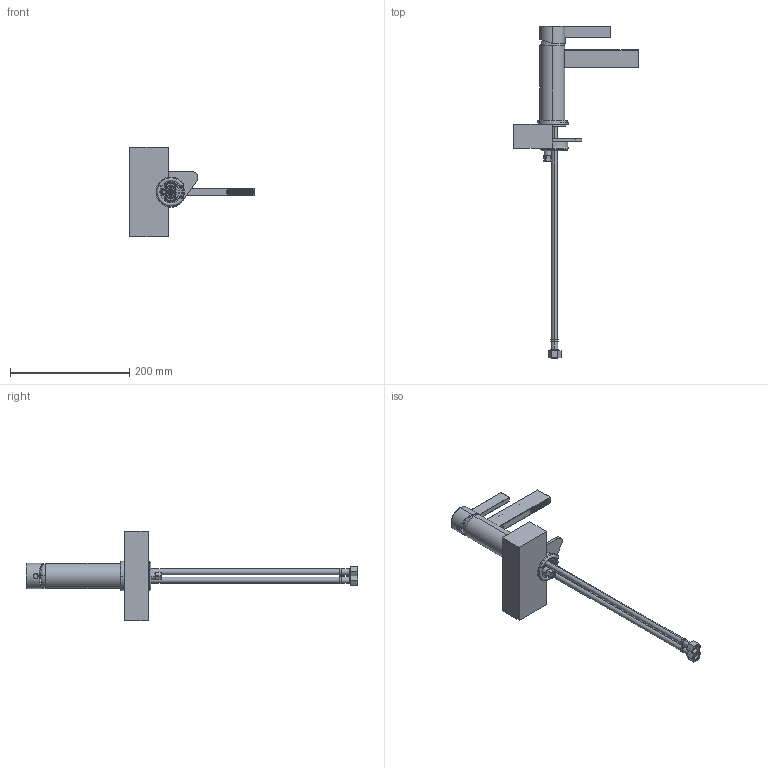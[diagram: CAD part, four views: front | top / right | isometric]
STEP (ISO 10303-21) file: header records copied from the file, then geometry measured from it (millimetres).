
FILE_DESCRIPTION (( 'STEP AP203' ), '1' );
FILE_NAME ('500014vic0_asm.STEP', '2018-09-13T19:05:29', ( '' ), ( '' ), 'SwSTEP 2.0', 'SolidWorks 2015', '' );
FILE_SCHEMA (( 'CONFIG_CONTROL_DESIGN' ));
Length unit declared in the file: millimetre
Products named in the file (66): 07000023F_AF3; 16000668_AF0_ASM; 11000019A_AF0; 12000220_AF4; 07000023A_AF3; 11000019B_AF0; 16001134_AF9_ASM; 16000685_AF3_ASM; 07000024G_AF3; 04000098_AF3; 16000282_AF2_ASM; 03000016_AF1; 02000097_AF0; 16000787_AF5_ASM; 04000041_AF6; 06020307_AF0; 04000041_AF7; 03000018_AF1; 14002000_AF2_ASM; 07000024_AF3_ASM; 07000023B_AF3; 16000666_AF4_ASM; 04000090_AF5; 06022007_AF3; 12000219_AF1; 16000442_AF2_ASM; 06000107; 500014vic0_asm; 16000193_AF0_ASM; 07000023D_AF3; 06001201_AF3; 01000157_AF1; 09000107_AF4; 07000023C_AF3; 07000023E_AF3; 09000107_AF5; 16000657_AF0_ASM; 06022007_AF4; 11000019C_AF0; 11000019D_AF0 ...
Assembly tree (65 placements, depth 5):
  500014vic0_asm
    16000668_AF0_ASM
      01000157_AF1
      01000154_AF9
      06000067_AF1
      12000219_AF1
      04000090_AF4
      16000669_AF1_ASM
        04000090_AF5
        04000090_AF6
        04000090_AF7
        04000098_AF2
        04000098_AF3
      16001134_AF9_ASM
        04020204_AF9
    16000685_AF3_ASM
      07000024_AF3_ASM
        07000023A_AF3
        07000023B_AF3
        07000023D_AF3
        07000023C_AF3
        07000023E_AF3
        07000023F_AF3
        07000024G_AF3
    16000665_AF3_ASM
      06000045_AF3
      04000041_AF6
    16000666_AF4_ASM
      12000220_AF4
      04000041_AF7
    16000667_AF0_ASM
      02000097_AF0
      16000302_AF0_ASM
        11000019_AF0_ASM
          11000019A_AF0
          11000019B_AF0
          11000019C_AF0
          11000019D_AF0
      06022007_AF3
      06000021_AF0
      06000021_AF1
    16000193_AF0_ASM
      03000018_AF1
      03000016_AF1
      06020307_AF0
      06000107
      16000657_AF0_ASM
        06022007_AF4
      16000658_AF0_ASM
        05002003_AF3
    16000282_AF2_ASM
      12019601_AF2
      04017504_AF3
    16000787_AF4_ASM
      09000107_AF4
    16000787_AF5_ASM
      09000107_AF5
    TAVOLO35_AF3
    16000442_AF2_ASM
      14002000_AF2_ASM
Bounding box: 209 x 556.45 x 150 mm (x, y, z)
Volume: 418533.1 mm3; surface area: 229008 mm2
Topology: 29 solids, 79 shells, 3075 faces, 8979 edges, 5820 vertices
Faces by surface type: plane 1436, cylinder 1175, cone 257, bspline 195, torus 12
Entity records: 121703 total; most frequent: CARTESIAN_POINT 31183, ORIENTED_EDGE 17716, DIRECTION 17234, EDGE_CURVE 8918, AXIS2_PLACEMENT_3D 6021, VERTEX_POINT 5820, VECTOR 5192, LINE 5192
